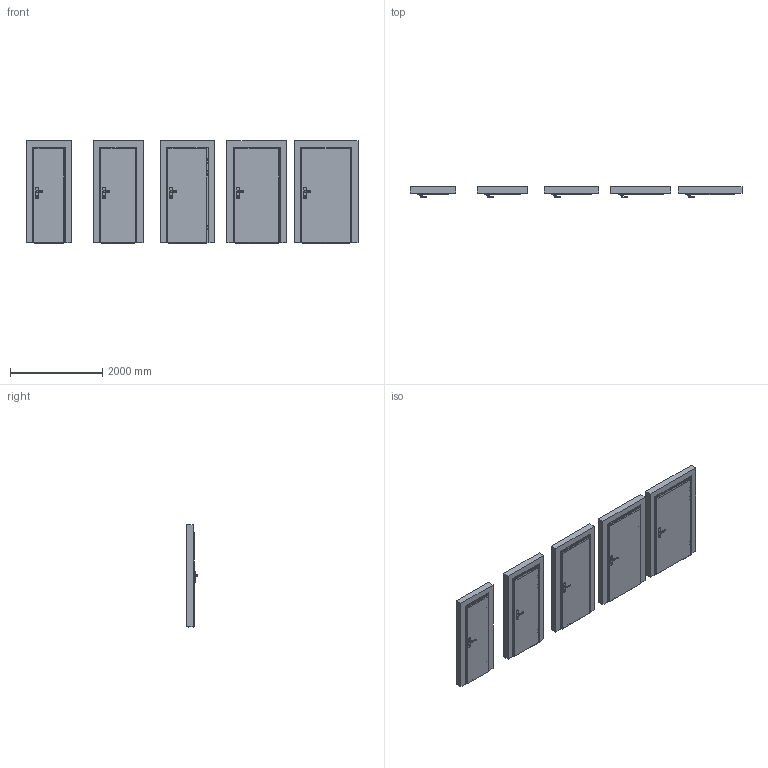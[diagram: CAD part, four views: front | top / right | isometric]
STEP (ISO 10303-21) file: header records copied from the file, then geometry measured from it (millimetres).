
FILE_DESCRIPTION(/* description */ (''),/* implementation_level */ '2;1');
FILE_NAME(/* name */ '050180_A_2-Drzwi akustyczne 32 dB na ościeżnicy stalowej..stp',/* time_stamp */ '2024-09-27T11:44:14+02:00',/* author */ (''),/* organization */ (''),/* preprocessor_version */ 'ST-DEVELOPER v16',/* originating_system */ 'SIEMENS PLM Software NX 11.0',/* authorisation */ '');
FILE_SCHEMA (('AUTOMOTIVE_DESIGN { 1 0 10303 214 3 1 1 1 }'));
Products named in the file (1): bkni3610CF60gs3r
Bounding box: 7185 x 250 x 2210.78 mm (x, y, z)
Volume: 941581617.7 mm3; surface area: 62502039.7 mm2
Topology: 220 solids, 225 shells, 6890 faces, 17579 edges, 11189 vertices
Faces by surface type: plane 3250, cylinder 1885, bspline 960, cone 285, sphere 260, extrusion 230, torus 20
Full cylindrical faces by diameter (mm): 5 x10, 5.5 x5, 6 x30, 7 x10, 7.8 x15, 8 x105, 13.5 x30, 15 x75, 18 x10, 20 x15, 30 x10
Entity records: 218418 total; most frequent: CARTESIAN_POINT 58309, ORIENTED_EDGE 32940, DIRECTION 30647, EDGE_CURVE 16470, VERTEX_POINT 10945, VECTOR 10235, AXIS2_PLACEMENT_3D 10206, LINE 10005
